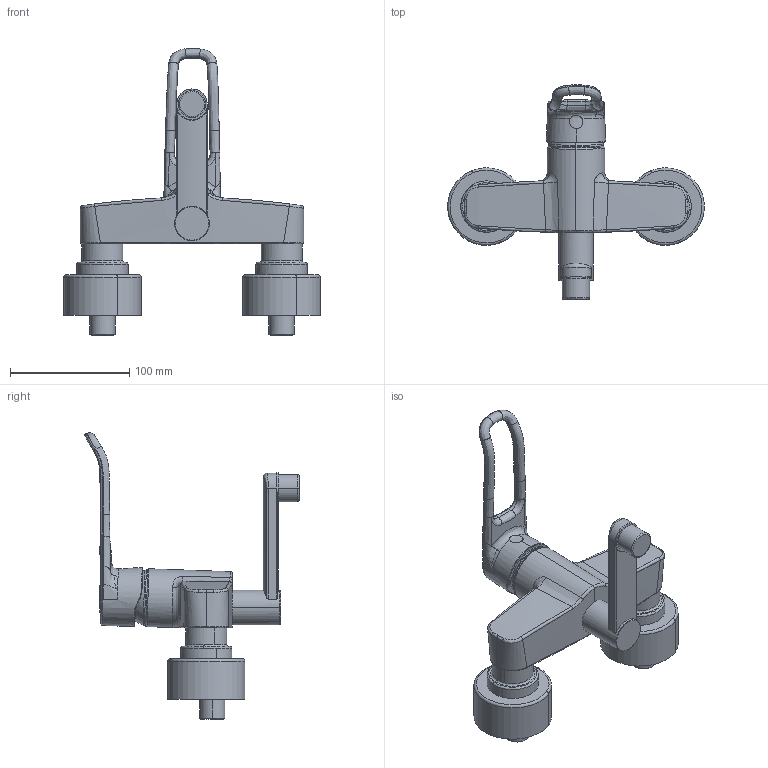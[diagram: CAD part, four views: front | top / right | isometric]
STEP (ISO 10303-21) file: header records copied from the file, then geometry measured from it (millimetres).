
FILE_DESCRIPTION (( 'STEP AP203' ), '1' );
FILE_NAME ('01526286.STEP', '2018-10-03T07:21:06', ( '' ), ( '' ), 'SwSTEP 2.0', 'SolidWorks 2016', '' );
FILE_SCHEMA (( 'CONFIG_CONTROL_DESIGN' ));
Length unit declared in the file: millimetre
Products named in the file (1): 01526286
Bounding box: 214.94 x 179.51 x 240.23 mm (x, y, z)
Volume: 738635.7 mm3; surface area: 104752.2 mm2
Topology: 1 solids, 1 shells, 222 faces, 531 edges, 325 vertices
Faces by surface type: bspline 131, cylinder 45, plane 28, cone 12, torus 4, sphere 2
Entity records: 24521 total; most frequent: CARTESIAN_POINT 20282, ORIENTED_EDGE 1062, DIRECTION 570, EDGE_CURVE 531, VERTEX_POINT 325, B_SPLINE_CURVE_WITH_KNOTS 273, AXIS2_PLACEMENT_3D 244, EDGE_LOOP 238
